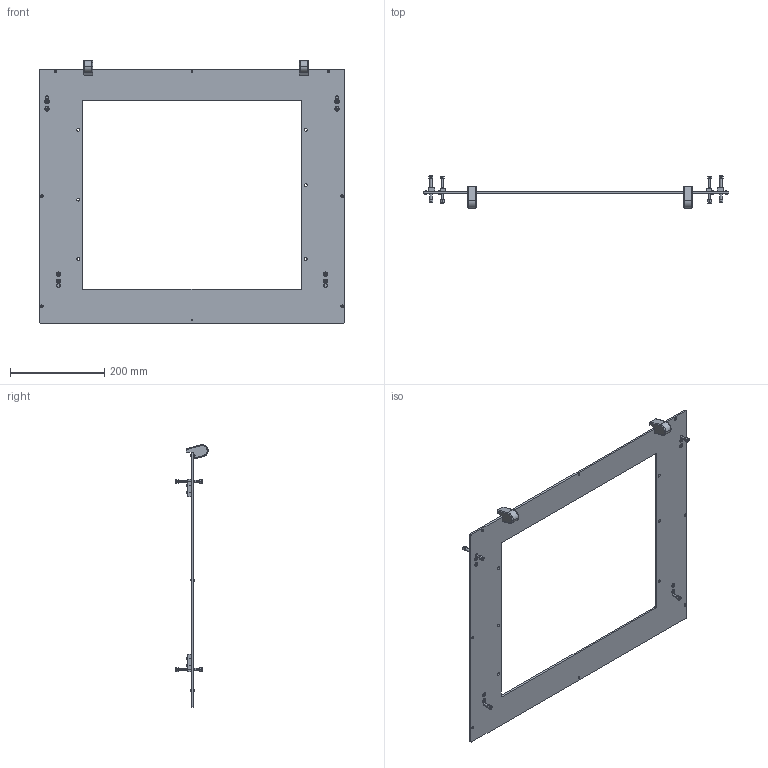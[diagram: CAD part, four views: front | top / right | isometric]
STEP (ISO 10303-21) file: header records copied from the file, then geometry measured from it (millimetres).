
FILE_DESCRIPTION (( 'STEP AP214' ), '1' );
FILE_NAME ('INGUN_113533.STEP', '2024-03-12T12:09:31', ( '' ), ( '' ), 'SwSTEP 2.0', 'SolidWorks 2021', '' );
FILE_SCHEMA (( 'AUTOMOTIVE_DESIGN' ));
Length unit declared in the file: millimetre
Products named in the file (9): ISO7380~n_M03,0x006; 107238~2; 23107~0; DIN7991~n_M04,0x014 VA; DIN7991~n_M04,0x010; 13892~3; INGUN_113533; 23419~3; 23420~1
Assembly tree (33 placements, depth 2):
  INGUN_113533
    107238~2
    13892~3  x2
    23107~0  x4
    23419~3  x4
    23420~1  x4
    ISO7380~n_M03,0x006  x6
    DIN7991~n_M04,0x014 VA  x8
    DIN7991~n_M04,0x010  x4
Bounding box: 646 x 68.18 x 555.97 mm (x, y, z)
Volume: 697922.7 mm3; surface area: 366131.6 mm2
Topology: 33 solids, 33 shells, 830 faces, 2008 edges, 1280 vertices
Faces by surface type: cylinder 530, plane 164, cone 108, torus 28
Entity records: 8502 total; most frequent: DIRECTION 1564, CARTESIAN_POINT 1334, ORIENTED_EDGE 1260, AXIS2_PLACEMENT_3D 648, EDGE_CURVE 630, VERTEX_POINT 402, CIRCLE 358, EDGE_LOOP 332
